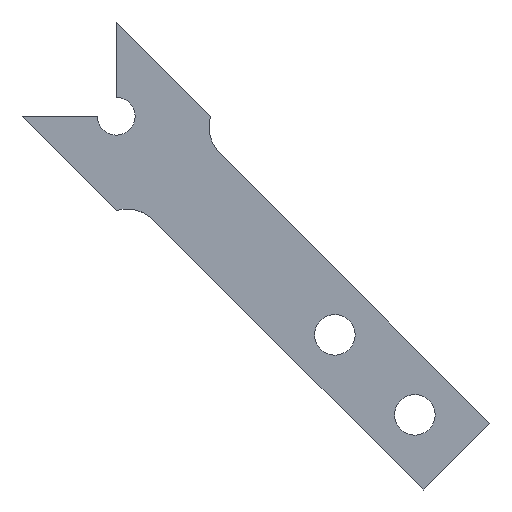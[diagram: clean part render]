
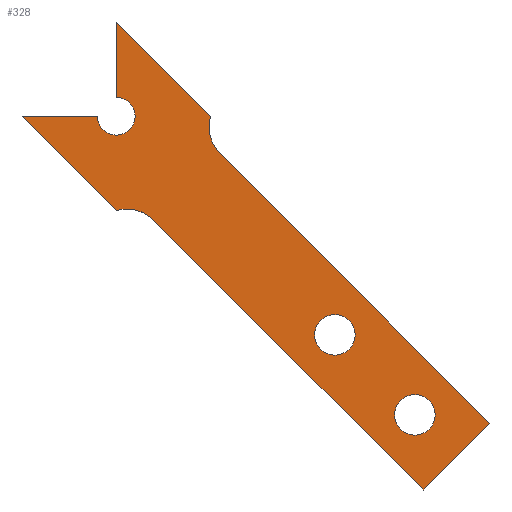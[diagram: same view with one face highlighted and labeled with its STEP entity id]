
A CAD part, front view. The second image highlights one B-rep face of the part: STEP entity #328.
In plain terms, the highlighted planar face has unit normal (0, -1, 0).
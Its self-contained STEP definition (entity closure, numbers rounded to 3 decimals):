
#22=FACE_BOUND('',#71,.T.);
#23=FACE_BOUND('',#72,.T.);
#34=PLANE('',#378);
#51=FACE_OUTER_BOUND('',#70,.T.);
#70=EDGE_LOOP('',(#294,#295,#296,#297,#298,#299,#300,#301,#302,#303));
#71=EDGE_LOOP('',(#304));
#72=EDGE_LOOP('',(#305));
#77=CIRCLE('',#359,2.);
#78=CIRCLE('',#362,2.);
#79=CIRCLE('',#364,1.075);
#80=CIRCLE('',#366,1.075);
#81=CIRCLE('',#372,1.);
#100=LINE('',#551,#131);
#101=LINE('',#554,#132);
#103=LINE('',#557,#134);
#104=LINE('',#561,#135);
#109=LINE('',#575,#140);
#112=LINE('',#580,#143);
#114=LINE('',#583,#145);
#131=VECTOR('',#430,10.);
#132=VECTOR('',#433,10.);
#134=VECTOR('',#437,10.);
#135=VECTOR('',#440,10.);
#140=VECTOR('',#453,10.);
#143=VECTOR('',#458,10.);
#145=VECTOR('',#462,10.);
#159=VERTEX_POINT('',#523);
#160=VERTEX_POINT('',#525);
#163=VERTEX_POINT('',#535);
#164=VERTEX_POINT('',#536);
#165=VERTEX_POINT('',#541);
#166=VERTEX_POINT('',#545);
#167=VERTEX_POINT('',#549);
#168=VERTEX_POINT('',#553);
#169=VERTEX_POINT('',#559);
#170=VERTEX_POINT('',#560);
#173=VERTEX_POINT('',#568);
#175=VERTEX_POINT('',#574);
#189=EDGE_CURVE('',#159,#160,#77,.T.);
#194=EDGE_CURVE('',#163,#164,#78,.F.);
#198=EDGE_CURVE('',#165,#165,#79,.T.);
#200=EDGE_CURVE('',#166,#166,#80,.T.);
#202=EDGE_CURVE('',#159,#167,#100,.T.);
#203=EDGE_CURVE('',#167,#168,#101,.T.);
#205=EDGE_CURVE('',#168,#163,#103,.T.);
#206=EDGE_CURVE('',#169,#170,#104,.T.);
#210=EDGE_CURVE('',#173,#169,#81,.T.);
#213=EDGE_CURVE('',#175,#173,#109,.T.);
#216=EDGE_CURVE('',#160,#175,#112,.T.);
#218=EDGE_CURVE('',#170,#164,#114,.T.);
#294=ORIENTED_EDGE('',*,*,#218,.F.);
#295=ORIENTED_EDGE('',*,*,#206,.F.);
#296=ORIENTED_EDGE('',*,*,#210,.F.);
#297=ORIENTED_EDGE('',*,*,#213,.F.);
#298=ORIENTED_EDGE('',*,*,#216,.F.);
#299=ORIENTED_EDGE('',*,*,#189,.F.);
#300=ORIENTED_EDGE('',*,*,#202,.T.);
#301=ORIENTED_EDGE('',*,*,#203,.T.);
#302=ORIENTED_EDGE('',*,*,#205,.T.);
#303=ORIENTED_EDGE('',*,*,#194,.T.);
#304=ORIENTED_EDGE('',*,*,#198,.T.);
#305=ORIENTED_EDGE('',*,*,#200,.T.);
#328=ADVANCED_FACE('',(#51,#22,#23),#34,.F.);
#359=AXIS2_PLACEMENT_3D('',#526,#403,#404);
#362=AXIS2_PLACEMENT_3D('',#537,#413,#414);
#364=AXIS2_PLACEMENT_3D('',#543,#420,#421);
#366=AXIS2_PLACEMENT_3D('',#547,#425,#426);
#372=AXIS2_PLACEMENT_3D('',#569,#446,#447);
#378=AXIS2_PLACEMENT_3D('',#586,#466,#467);
#403=DIRECTION('center_axis',(0.,-1.,0.));
#404=DIRECTION('ref_axis',(-0.278,0.,0.96));
#413=DIRECTION('center_axis',(0.,-1.,0.));
#414=DIRECTION('ref_axis',(-0.96,0.,0.278));
#420=DIRECTION('center_axis',(0.,1.,0.));
#421=DIRECTION('ref_axis',(-1.,0.,0.));
#425=DIRECTION('center_axis',(0.,1.,0.));
#426=DIRECTION('ref_axis',(-1.,0.,0.));
#430=DIRECTION('',(0.707,0.,-0.707));
#433=DIRECTION('',(0.707,0.,0.707));
#437=DIRECTION('',(-0.707,0.,0.707));
#440=DIRECTION('',(0.,0.,1.));
#446=DIRECTION('center_axis',(0.,-1.,0.));
#447=DIRECTION('ref_axis',(0.,0.,-1.));
#453=DIRECTION('',(1.,0.,0.));
#458=DIRECTION('',(-0.707,0.,0.707));
#462=DIRECTION('',(0.707,0.,-0.707));
#466=DIRECTION('center_axis',(0.,1.,0.));
#467=DIRECTION('ref_axis',(0.,0.,1.));
#523=CARTESIAN_POINT('',(1.823,0.,-5.501));
#525=CARTESIAN_POINT('',(-0.148,0.,-4.994));
#526=CARTESIAN_POINT('Origin',(0.409,0.,-6.915));
#535=CARTESIAN_POINT('',(5.359,0.,-1.965));
#536=CARTESIAN_POINT('',(4.852,0.,0.006));
#537=CARTESIAN_POINT('Origin',(6.773,0.,-0.551));
#541=CARTESIAN_POINT('',(12.523,0.,-11.59));
#543=CARTESIAN_POINT('Origin',(11.448,0.,-11.59));
#545=CARTESIAN_POINT('',(16.766,0.,-15.833));
#547=CARTESIAN_POINT('Origin',(15.691,0.,-15.833));
#549=CARTESIAN_POINT('',(16.14,0.,-19.818));
#551=CARTESIAN_POINT('',(0.584,0.,-4.262));
#553=CARTESIAN_POINT('',(19.676,0.,-16.283));
#554=CARTESIAN_POINT('',(16.14,0.,-19.818));
#557=CARTESIAN_POINT('',(19.676,0.,-16.283));
#559=CARTESIAN_POINT('',(-0.148,0.,1.006));
#560=CARTESIAN_POINT('',(-0.148,0.,5.006));
#561=CARTESIAN_POINT('',(-0.148,0.,0.006));
#568=CARTESIAN_POINT('',(-1.148,0.,0.006));
#569=CARTESIAN_POINT('Origin',(-0.148,0.,0.006));
#574=CARTESIAN_POINT('',(-5.148,0.,0.006));
#575=CARTESIAN_POINT('',(-5.148,0.,0.006));
#580=CARTESIAN_POINT('',(-0.148,0.,-4.994));
#583=CARTESIAN_POINT('',(-0.148,0.,5.006));
#586=CARTESIAN_POINT('Origin',(-0.148,0.,0.006));
